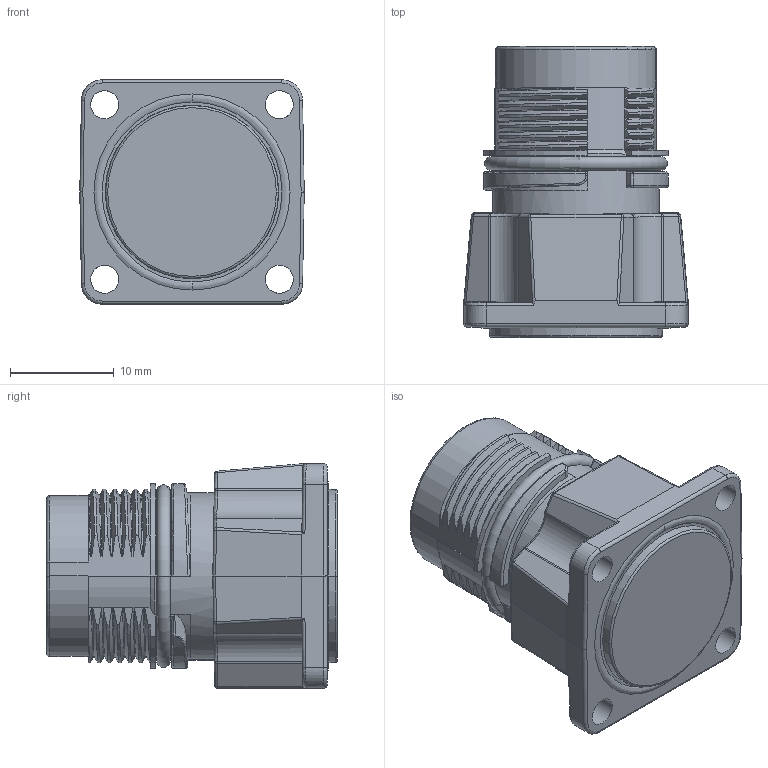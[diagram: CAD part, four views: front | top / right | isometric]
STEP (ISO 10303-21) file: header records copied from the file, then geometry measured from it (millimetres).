
FILE_DESCRIPTION((''),'2;1');
FILE_NAME('3D_1650093102501_M17-MC04_5-BK2','2024-01-22T',('lian.chen'),(''),'PRO/ENGINEER BY PARAMETRIC TECHNOLOGY CORPORATION, 2012480','PRO/ENGINEER BY PARAMETRIC TECHNOLOGY CORPORATION, 2012480','');
FILE_SCHEMA(('CONFIG_CONTROL_DESIGN'));
Length unit declared in the file: millimetre
Products named in the file (1): 3D_1650093102501_M17-MC04_5-BK2
Bounding box: 21.6 x 28 x 21.6 mm (x, y, z)
Volume: 6554 mm3; surface area: 4529.4 mm2
Topology: 1 solids, 1 shells, 557 faces, 1557 edges, 1006 vertices
Faces by surface type: plane 223, cylinder 202, bspline 68, torus 23, sphere 23, cone 18
Entity records: 21864 total; most frequent: CARTESIAN_POINT 8056, ORIENTED_EDGE 3068, DIRECTION 2622, EDGE_CURVE 1534, VERTEX_POINT 1006, AXIS2_PLACEMENT_3D 939, VECTOR 744, LINE 744
